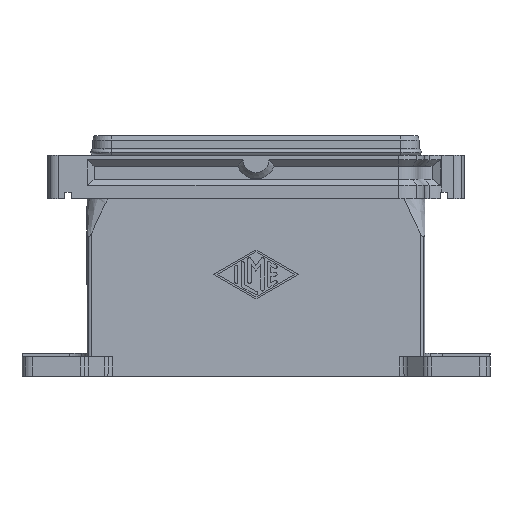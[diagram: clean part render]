
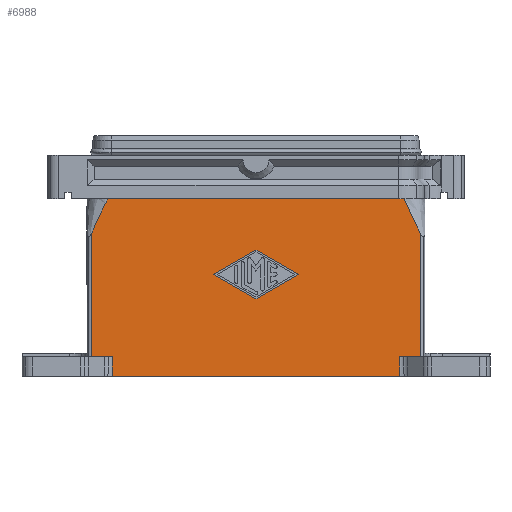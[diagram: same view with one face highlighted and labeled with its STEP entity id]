
A CAD part, front view. The second image highlights one B-rep face of the part: STEP entity #6988.
In plain terms, the highlighted planar face has unit normal (0, -1, 0.024).
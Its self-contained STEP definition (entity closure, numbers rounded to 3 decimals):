
#2740=CARTESIAN_POINT('',(-76.,-29.78,-73.));
#2741=VERTEX_POINT('',#2740);
#2749=CARTESIAN_POINT('',(-76.,-28.4,-16.415));
#2750=VERTEX_POINT('',#2749);
#2751=CARTESIAN_POINT('',(-76.,-29.78,-73.));
#2752=DIRECTION('',(0.,0.024,1.));
#2753=VECTOR('',#2752,56.602);
#2754=LINE('',#2751,#2753);
#2755=EDGE_CURVE('',#2741,#2750,#2754,.T.);
#3911=CARTESIAN_POINT('',(66.208,-29.78,-73.));
#3912=VERTEX_POINT('',#3911);
#3920=CARTESIAN_POINT('',(66.427,-30.0,-82.));
#3921=VERTEX_POINT('',#3920);
#3922=CARTESIAN_POINT('',(66.208,-29.78,-73.));
#3923=DIRECTION('',(0.024,-0.024,-0.999));
#3924=VECTOR('',#3923,9.005);
#3925=LINE('',#3922,#3924);
#3926=EDGE_CURVE('',#3912,#3921,#3925,.T.);
#3995=CARTESIAN_POINT('',(-66.427,-30.0,-82.));
#3996=VERTEX_POINT('',#3995);
#4004=CARTESIAN_POINT('',(-66.208,-29.78,-73.));
#4005=VERTEX_POINT('',#4004);
#4006=CARTESIAN_POINT('',(-66.427,-30.0,-82.));
#4007=DIRECTION('',(0.024,0.024,0.999));
#4008=VECTOR('',#4007,9.005);
#4009=LINE('',#4006,#4008);
#4010=EDGE_CURVE('',#3996,#4005,#4009,.T.);
#6070=CARTESIAN_POINT('',(0.,-28.579,-23.75));
#6071=VERTEX_POINT('',#6070);
#6072=CARTESIAN_POINT('',(19.5,-28.854,-35.));
#6073=VERTEX_POINT('',#6072);
#6074=CARTESIAN_POINT('',(0.,-28.579,-23.75));
#6075=DIRECTION('',(0.866,-0.012,-0.5));
#6076=VECTOR('',#6075,22.514);
#6077=LINE('',#6074,#6076);
#6078=EDGE_CURVE('',#6071,#6073,#6077,.T.);
#6110=CARTESIAN_POINT('',(0.,-29.128,-46.25));
#6111=VERTEX_POINT('',#6110);
#6112=CARTESIAN_POINT('',(19.5,-28.854,-35.));
#6113=DIRECTION('',(-0.866,-0.012,-0.5));
#6114=VECTOR('',#6113,22.514);
#6115=LINE('',#6112,#6114);
#6116=EDGE_CURVE('',#6073,#6111,#6115,.T.);
#6194=CARTESIAN_POINT('',(-19.5,-28.854,-35.0));
#6195=VERTEX_POINT('',#6194);
#6196=CARTESIAN_POINT('',(0.,-29.128,-46.25));
#6197=DIRECTION('',(-0.866,0.012,0.5));
#6198=VECTOR('',#6197,22.514);
#6199=LINE('',#6196,#6198);
#6200=EDGE_CURVE('',#6111,#6195,#6199,.T.);
#6225=CARTESIAN_POINT('',(-19.5,-28.854,-35.0));
#6226=DIRECTION('',(0.866,0.012,0.5));
#6227=VECTOR('',#6226,22.514);
#6228=LINE('',#6225,#6227);
#6229=EDGE_CURVE('',#6195,#6071,#6228,.T.);
#6898=CARTESIAN_POINT('',(78.0,-30.0,-82.));
#6899=DIRECTION('',(0.0,1.,-0.024));
#6900=DIRECTION('',(0.0,0.024,1.));
#6901=AXIS2_PLACEMENT_3D('',#6898,#6899,#6900);
#6902=PLANE('',#6901);
#6903=ORIENTED_EDGE('',*,*,#4010,.F.);
#6904=CARTESIAN_POINT('',(66.427,-30.0,-82.));
#6905=DIRECTION('',(-1.0,0.0,0.0));
#6906=VECTOR('',#6905,132.855);
#6907=LINE('',#6904,#6906);
#6908=EDGE_CURVE('',#3921,#3996,#6907,.T.);
#6909=ORIENTED_EDGE('',*,*,#6908,.F.);
#6910=ORIENTED_EDGE('',*,*,#3926,.F.);
#6911=CARTESIAN_POINT('',(76.0,-29.78,-73.));
#6912=VERTEX_POINT('',#6911);
#6913=CARTESIAN_POINT('',(66.208,-29.78,-73.));
#6914=DIRECTION('',(1.0,0.0,0.0));
#6915=VECTOR('',#6914,9.792);
#6916=LINE('',#6913,#6915);
#6917=EDGE_CURVE('',#3912,#6912,#6916,.T.);
#6918=ORIENTED_EDGE('',*,*,#6917,.T.);
#6919=CARTESIAN_POINT('',(76.,-28.4,-16.415));
#6920=VERTEX_POINT('',#6919);
#6921=CARTESIAN_POINT('',(76.,-28.4,-16.415));
#6922=DIRECTION('',(0.,-0.024,-1.));
#6923=VECTOR('',#6922,56.602);
#6924=LINE('',#6921,#6923);
#6925=EDGE_CURVE('',#6920,#6912,#6924,.T.);
#6926=ORIENTED_EDGE('',*,*,#6925,.F.);
#6927=CARTESIAN_POINT('',(68.0,-28.0,0.0));
#6928=VERTEX_POINT('',#6927);
#6929=CARTESIAN_POINT('',(76.,-28.4,-16.415));
#6930=CARTESIAN_POINT('',(75.71,-28.383,-15.705));
#6931=CARTESIAN_POINT('',(75.412,-28.366,-14.993));
#6932=CARTESIAN_POINT('',(74.12,-28.292,-11.958));
#6933=CARTESIAN_POINT('',(72.995,-28.23,-9.446));
#6934=CARTESIAN_POINT('',(70.493,-28.101,-4.147));
#6935=CARTESIAN_POINT('',(69.28,-28.044,-1.794));
#6936=CARTESIAN_POINT('',(68.449,-28.012,-0.487));
#6937=CARTESIAN_POINT('',(68.26,-28.005,-0.204));
#6938=CARTESIAN_POINT('',(68.098,-28.001,-0.05));
#6939=CARTESIAN_POINT('',(68.072,-28.001,-0.029));
#6940=CARTESIAN_POINT('',(68.039,-28.,-0.01));
#6941=CARTESIAN_POINT('',(68.029,-28.,-0.006));
#6942=CARTESIAN_POINT('',(68.014,-28.,-0.001));
#6943=CARTESIAN_POINT('',(68.007,-28.0,0.0));
#6944=CARTESIAN_POINT('',(68.0,-28.0,0.0));
#6945=B_SPLINE_CURVE_WITH_KNOTS('',3,(#6929,#6930,#6931,#6932,#6933,#6934,#6935,#6936,#6937,#6938,#6939,#6940,#6941,#6942,#6943,#6944),.UNSPECIFIED.,.F.,.U.,(4,2,2,2,2,2,2,4),(0.168,0.391,1.152,2.143,2.322,2.353,2.363,2.37),.UNSPECIFIED.);
#6946=EDGE_CURVE('',#6920,#6928,#6945,.T.);
#6947=ORIENTED_EDGE('',*,*,#6946,.T.);
#6948=CARTESIAN_POINT('',(-68.0,-28.,0.0));
#6949=VERTEX_POINT('',#6948);
#6950=CARTESIAN_POINT('',(-68.0,-28.,0.0));
#6951=DIRECTION('',(1.0,0.0,0.0));
#6952=VECTOR('',#6951,136.0);
#6953=LINE('',#6950,#6952);
#6954=EDGE_CURVE('',#6949,#6928,#6953,.T.);
#6955=ORIENTED_EDGE('',*,*,#6954,.F.);
#6956=CARTESIAN_POINT('',(-68.0,-28.,0.0));
#6957=CARTESIAN_POINT('',(-68.008,-28.,0.));
#6958=CARTESIAN_POINT('',(-68.016,-28.,-0.002));
#6959=CARTESIAN_POINT('',(-68.038,-28.,-0.009));
#6960=CARTESIAN_POINT('',(-68.054,-28.,-0.018));
#6961=CARTESIAN_POINT('',(-68.113,-28.001,-0.059));
#6962=CARTESIAN_POINT('',(-68.162,-28.003,-0.111));
#6963=CARTESIAN_POINT('',(-68.342,-28.008,-0.323));
#6964=CARTESIAN_POINT('',(-68.51,-28.014,-0.58));
#6965=CARTESIAN_POINT('',(-69.239,-28.043,-1.754));
#6966=CARTESIAN_POINT('',(-70.017,-28.08,-3.28));
#6967=CARTESIAN_POINT('',(-72.162,-28.184,-7.543));
#6968=CARTESIAN_POINT('',(-74.373,-28.303,-12.44));
#6969=CARTESIAN_POINT('',(-76.,-28.4,-16.415));
#6970=B_SPLINE_CURVE_WITH_KNOTS('',3,(#6956,#6957,#6958,#6959,#6960,#6961,#6962,#6963,#6964,#6965,#6966,#6967,#6968,#6969),.UNSPECIFIED.,.F.,.U.,(4,2,2,2,2,2,4),(0.0,0.002,0.007,0.022,0.07,0.286,1.294),.UNSPECIFIED.);
#6971=EDGE_CURVE('',#6949,#2750,#6970,.T.);
#6972=ORIENTED_EDGE('',*,*,#6971,.T.);
#6973=ORIENTED_EDGE('',*,*,#2755,.F.);
#6974=CARTESIAN_POINT('',(-66.208,-29.78,-73.));
#6975=DIRECTION('',(-1.0,0.0,0.0));
#6976=VECTOR('',#6975,9.792);
#6977=LINE('',#6974,#6976);
#6978=EDGE_CURVE('',#4005,#2741,#6977,.T.);
#6979=ORIENTED_EDGE('',*,*,#6978,.F.);
#6980=EDGE_LOOP('',(#6903,#6909,#6910,#6918,#6926,#6947,#6955,#6972,#6973,#6979));
#6981=FACE_OUTER_BOUND('',#6980,.T.);
#6982=ORIENTED_EDGE('',*,*,#6200,.T.);
#6983=ORIENTED_EDGE('',*,*,#6229,.T.);
#6984=ORIENTED_EDGE('',*,*,#6078,.T.);
#6985=ORIENTED_EDGE('',*,*,#6116,.T.);
#6986=EDGE_LOOP('',(#6982,#6983,#6984,#6985));
#6987=FACE_BOUND('',#6986,.T.);
#6988=ADVANCED_FACE('',(#6981,#6987),#6902,.F.);
